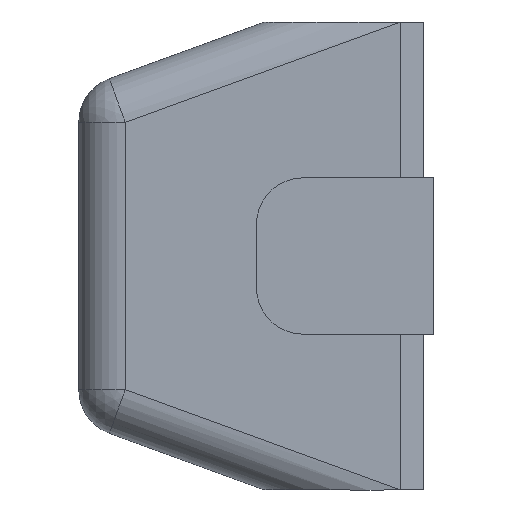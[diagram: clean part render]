
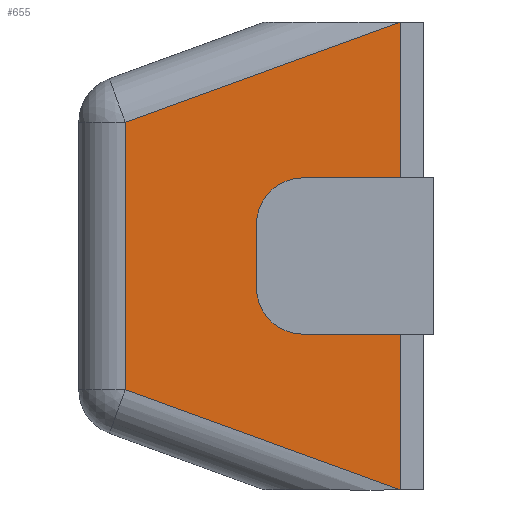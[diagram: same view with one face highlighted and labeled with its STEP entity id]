
A CAD part, left-side view. The second image highlights one B-rep face of the part: STEP entity #655.
In plain terms, the highlighted planar face has unit normal (-1, 0, 0).
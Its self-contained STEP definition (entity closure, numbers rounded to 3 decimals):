
#30 = VECTOR ( 'NONE', #1511, 1000. ) ;
#137 = VECTOR ( 'NONE', #1231, 1000. ) ;
#190 = VERTEX_POINT ( 'NONE', #310 ) ;
#202 = LINE ( 'NONE', #976, #1406 ) ;
#208 = ORIENTED_EDGE ( 'NONE', *, *, #1581, .F. ) ;
#211 = LINE ( 'NONE', #420, #606 ) ;
#257 = CARTESIAN_POINT ( 'NONE',  ( -9.63, 1.4, -2.855 ) ) ;
#269 = CIRCLE ( 'NONE', #742, 0.5 ) ;
#282 = DIRECTION ( 'NONE',  ( -1., 0., 0. ) ) ;
#288 = CARTESIAN_POINT ( 'NONE',  ( -9.63, 3.31, -3.952 ) ) ;
#294 = VERTEX_POINT ( 'NONE', #1135 ) ;
#310 = CARTESIAN_POINT ( 'NONE',  ( -9.63, 0.35, -1.675 ) ) ;
#324 = ORIENTED_EDGE ( 'NONE', *, *, #1442, .F. ) ;
#343 = VERTEX_POINT ( 'NONE', #1968 ) ;
#378 = CARTESIAN_POINT ( 'NONE',  ( -9.63, 1.4, -2.175 ) ) ;
#409 = VERTEX_POINT ( 'NONE', #598 ) ;
#420 = CARTESIAN_POINT ( 'NONE',  ( -9.63, 0.35, -2.855 ) ) ;
#444 = ORIENTED_EDGE ( 'NONE', *, *, #1916, .F. ) ;
#474 = EDGE_CURVE ( 'NONE', #190, #294, #1686, .T. ) ;
#487 = CARTESIAN_POINT ( 'NONE',  ( -9.63, 0.35, -2.855 ) ) ;
#488 = EDGE_CURVE ( 'NONE', #1078, #343, #1281, .T. ) ;
#523 = LINE ( 'NONE', #1222, #934 ) ;
#549 = DIRECTION ( 'NONE',  ( 0., 0., -1. ) ) ;
#574 = PLANE ( 'NONE',  #1149 ) ;
#598 = CARTESIAN_POINT ( 'NONE',  ( -9.63, 0.35, -3.355 ) ) ;
#606 = VECTOR ( 'NONE', #947, 1000. ) ;
#644 = EDGE_LOOP ( 'NONE', ( #444, #1431, #810, #324, #1711, #1550, #208, #840, #709, #747 ) ) ;
#655 = ADVANCED_FACE ( 'NONE', ( #758 ), #574, .T. ) ;
#659 = VECTOR ( 'NONE', #705, 1000. ) ;
#671 = EDGE_CURVE ( 'NONE', #294, #703, #269, .T. ) ;
#676 = AXIS2_PLACEMENT_3D ( 'NONE', #257, #282, #1525 ) ;
#688 = EDGE_CURVE ( 'NONE', #343, #409, #1468, .T. ) ;
#703 = VERTEX_POINT ( 'NONE', #1926 ) ;
#705 = DIRECTION ( 'NONE',  ( 0., -1., 0. ) ) ;
#709 = ORIENTED_EDGE ( 'NONE', *, *, #1239, .F. ) ;
#722 = VECTOR ( 'NONE', #741, 1000. ) ;
#726 = DIRECTION ( 'NONE',  ( 0., 0., -1. ) ) ;
#738 = LINE ( 'NONE', #487, #1504 ) ;
#741 = DIRECTION ( 'NONE',  ( 0., 0.94, 0.342 ) ) ;
#742 = AXIS2_PLACEMENT_3D ( 'NONE', #378, #1467, #549 ) ;
#747 = ORIENTED_EDGE ( 'NONE', *, *, #1134, .F. ) ;
#758 = FACE_OUTER_BOUND ( 'NONE', #644, .T. ) ;
#810 = ORIENTED_EDGE ( 'NONE', *, *, #488, .F. ) ;
#840 = ORIENTED_EDGE ( 'NONE', *, *, #1684, .F. ) ;
#862 = CARTESIAN_POINT ( 'NONE',  ( -9.63, 0.35, -5.029 ) ) ;
#934 = VECTOR ( 'NONE', #1625, 1000. ) ;
#947 = DIRECTION ( 'NONE',  ( 0., 0., -1. ) ) ;
#950 = VERTEX_POINT ( 'NONE', #862 ) ;
#974 = LINE ( 'NONE', #1075, #137 ) ;
#976 = CARTESIAN_POINT ( 'NONE',  ( -9.63, 2.195, -0.672 ) ) ;
#1023 = CARTESIAN_POINT ( 'NONE',  ( -9.63, 1.4, -2.855 ) ) ;
#1030 = CARTESIAN_POINT ( 'NONE',  ( -9.63, 0.35, -0.001 ) ) ;
#1075 = CARTESIAN_POINT ( 'NONE',  ( -9.63, 1.9, -2.175 ) ) ;
#1078 = VERTEX_POINT ( 'NONE', #1327 ) ;
#1104 = CARTESIAN_POINT ( 'NONE',  ( -9.63, 3.31, -1.078 ) ) ;
#1134 = EDGE_CURVE ( 'NONE', #950, #1532, #1942, .T. ) ;
#1135 = CARTESIAN_POINT ( 'NONE',  ( -9.63, 1.4, -1.675 ) ) ;
#1149 = AXIS2_PLACEMENT_3D ( 'NONE', #1023, #1644, #726 ) ;
#1222 = CARTESIAN_POINT ( 'NONE',  ( -9.63, 3.31, -2.855 ) ) ;
#1231 = DIRECTION ( 'NONE',  ( 0., 0., -1. ) ) ;
#1239 = EDGE_CURVE ( 'NONE', #1532, #1923, #523, .T. ) ;
#1273 = VERTEX_POINT ( 'NONE', #1030 ) ;
#1281 = CIRCLE ( 'NONE', #676, 0.5 ) ;
#1327 = CARTESIAN_POINT ( 'NONE',  ( -9.63, 1.9, -2.855 ) ) ;
#1370 = CARTESIAN_POINT ( 'NONE',  ( -9.63, 0., -1.675 ) ) ;
#1406 = VECTOR ( 'NONE', #1735, 1000. ) ;
#1409 = DIRECTION ( 'NONE',  ( 0., 0., -1. ) ) ;
#1431 = ORIENTED_EDGE ( 'NONE', *, *, #688, .F. ) ;
#1442 = EDGE_CURVE ( 'NONE', #703, #1078, #974, .T. ) ;
#1467 = DIRECTION ( 'NONE',  ( -1., 0., 0. ) ) ;
#1468 = LINE ( 'NONE', #1619, #659 ) ;
#1504 = VECTOR ( 'NONE', #1409, 1000. ) ;
#1511 = DIRECTION ( 'NONE',  ( 0., 1., 0. ) ) ;
#1525 = DIRECTION ( 'NONE',  ( 0., 0., -1. ) ) ;
#1532 = VERTEX_POINT ( 'NONE', #288 ) ;
#1550 = ORIENTED_EDGE ( 'NONE', *, *, #474, .F. ) ;
#1581 = EDGE_CURVE ( 'NONE', #1273, #190, #738, .T. ) ;
#1619 = CARTESIAN_POINT ( 'NONE',  ( -9.63, 0., -3.355 ) ) ;
#1625 = DIRECTION ( 'NONE',  ( 0., 0., 1. ) ) ;
#1644 = DIRECTION ( 'NONE',  ( -1., 0., 0. ) ) ;
#1684 = EDGE_CURVE ( 'NONE', #1923, #1273, #202, .T. ) ;
#1686 = LINE ( 'NONE', #1370, #30 ) ;
#1711 = ORIENTED_EDGE ( 'NONE', *, *, #671, .F. ) ;
#1735 = DIRECTION ( 'NONE',  ( 0., -0.94, 0.342 ) ) ;
#1916 = EDGE_CURVE ( 'NONE', #409, #950, #211, .T. ) ;
#1923 = VERTEX_POINT ( 'NONE', #1104 ) ;
#1926 = CARTESIAN_POINT ( 'NONE',  ( -9.63, 1.9, -2.175 ) ) ;
#1942 = LINE ( 'NONE', #1971, #722 ) ;
#1968 = CARTESIAN_POINT ( 'NONE',  ( -9.63, 1.4, -3.355 ) ) ;
#1971 = CARTESIAN_POINT ( 'NONE',  ( -9.63, 1.976, -4.437 ) ) ;
